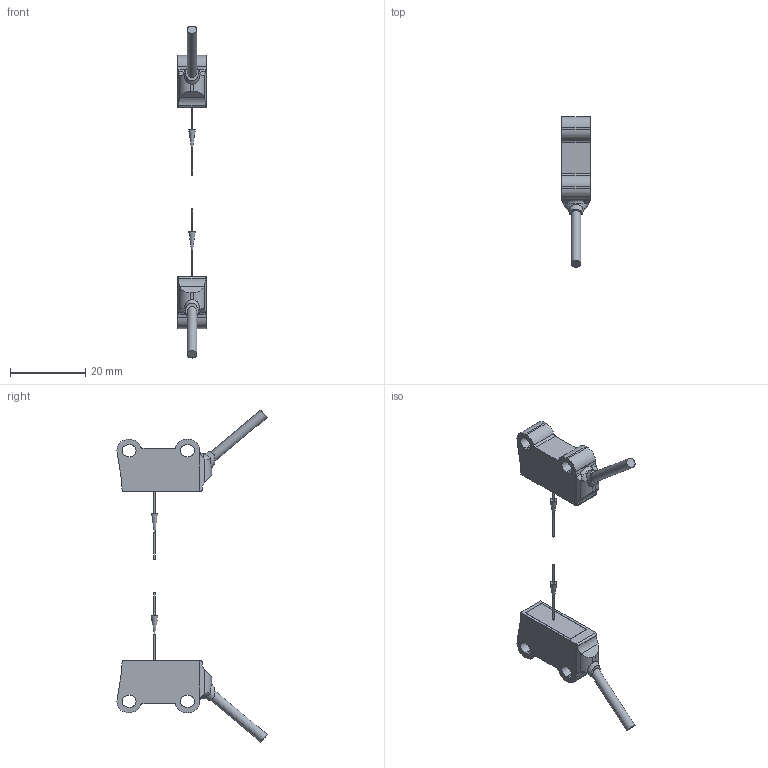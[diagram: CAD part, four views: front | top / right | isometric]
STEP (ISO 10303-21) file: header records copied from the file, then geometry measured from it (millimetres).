
FILE_DESCRIPTION(/* description */ ('STEP AP214'),/* implementation_level */ '2;1');
FILE_NAME(/* name */ '8075661_SOOD-TB-L-PN',/* time_stamp */ '2024-09-15T10:18:30+02:00',/* author */ ('License CC BY-ND 4.0'),/* organization */ ('CADENAS'),/* preprocessor_version */ 'ST-DEVELOPER v19.3',/* originating_system */ 'PARTsolutions',/* authorisation */ ' ');
FILE_SCHEMA (('AUTOMOTIVE_DESIGN {1 0 10303 214 3 1 1}'));
Length unit declared in the file: millimetre
Products named in the file (5): 8075661 SOOD-TB-L-PN---(0); 8075661 SOOD-TB-L-PN---(pR); Light-Beam-2-18-0.3; 8075661 SOOD-TB-L-PN---(pE); Light-Beam-1-18-0.3
Assembly tree (4 placements, depth 2):
  8075661 SOOD-TB-L-PN---(0)
    8075661 SOOD-TB-L-PN---(pR)
    Light-Beam-2-18-0.3
    8075661 SOOD-TB-L-PN---(pE)
    Light-Beam-1-18-0.3
Bounding box: 7.5 x 39.93 x 88.22 mm (x, y, z)
Volume: 4205.6 mm3; surface area: 2832.5 mm2
Topology: 4 solids, 4 shells, 120 faces, 320 edges, 212 vertices
Faces by surface type: plane 66, cylinder 44, torus 6, cone 4
Full cylindrical faces by diameter (mm): 0.3 x4, 2.6 x2
Entity records: 4633 total; most frequent: CARTESIAN_POINT 809, ORIENTED_EDGE 612, DIRECTION 612, EDGE_CURVE 306, AXIS2_PLACEMENT_3D 227, VERTEX_POINT 208, LINE 158, VECTOR 158
